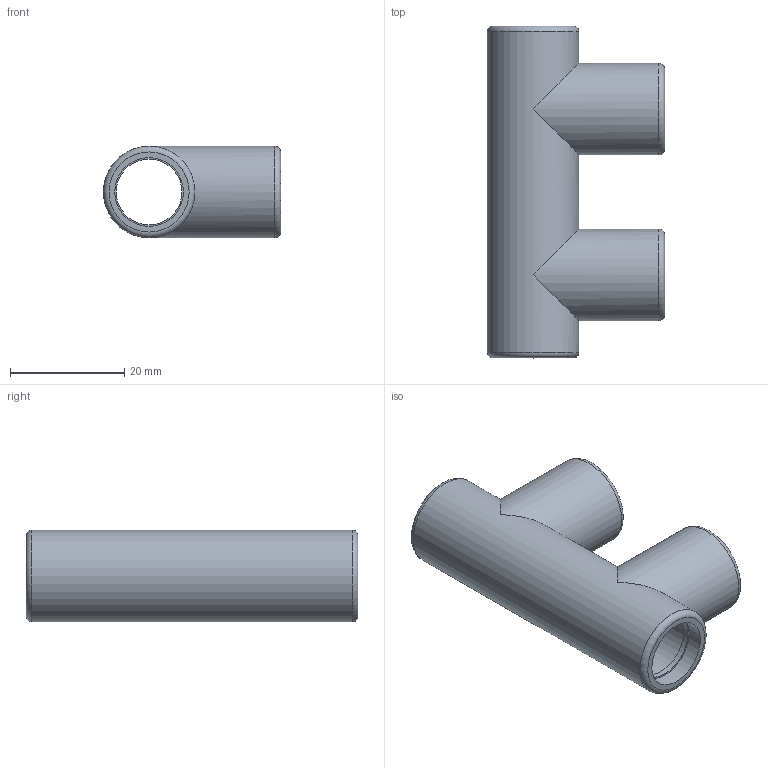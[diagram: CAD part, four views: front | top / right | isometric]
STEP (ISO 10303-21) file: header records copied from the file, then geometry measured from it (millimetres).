
FILE_DESCRIPTION(/* description */ ('STEP AP242','CAx-IF Rec.Pracs.---Representation and Presentation of Product Manufacturing Information (PMI)---4.0---2014-10-13','CAx-IF Rec.Pracs.---3D Tessellated Geometry---0.4---2014-09-14','2;1'),/* implementation_level */ '2;1');
FILE_NAME(/* name */ '68512c588479952dcefcec2d',/* time_stamp */ '2025-06-17T08:50:32Z',/* author */ (''),/* organization */ (''),/* preprocessor_version */ 'ST-DEVELOPER v20',/* originating_system */ 'ONSHAPE BY PTC INC, 1.199',/* authorisation */ ' ');
FILE_SCHEMA (('AP242_MANAGED_MODEL_BASED_3D_ENGINEERING_MIM_LF { 1 0 10303 442 1 1 4 }'));
Length unit declared in the file: metre
Products named in the file (1): Linear bearing holder
Bounding box: 31 x 58 x 16 mm (x, y, z)
Volume: 10823.4 mm3; surface area: 7475.5 mm2
Topology: 1 solids, 1 shells, 32 faces, 66 edges, 46 vertices
Faces by surface type: cylinder 14, plane 14, torus 4
Full cylindrical faces by diameter (mm): 6 x2, 11.5 x4, 12 x5, 16 x3
Entity records: 690 total; most frequent: DIRECTION 134, CARTESIAN_POINT 101, ORIENTED_EDGE 68, AXIS2_PLACEMENT_3D 67, EDGE_LOOP 64, FACE_BOUND 64, EDGE_CURVE 34, VERTEX_POINT 34
